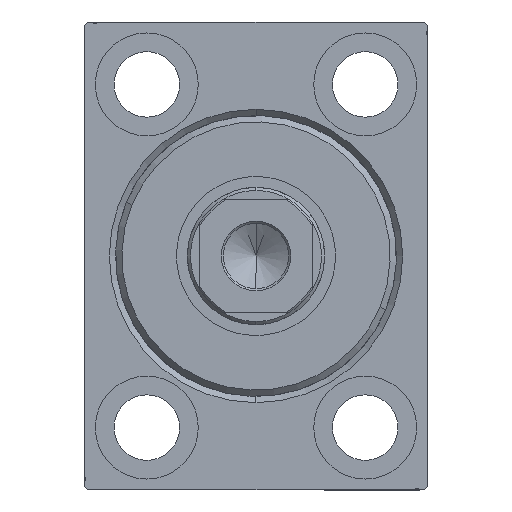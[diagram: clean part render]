
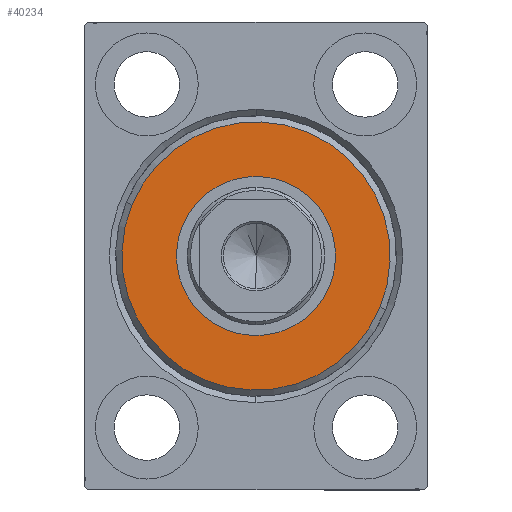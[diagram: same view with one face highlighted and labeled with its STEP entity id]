
A CAD part, left-side view. The second image highlights one B-rep face of the part: STEP entity #40234.
In plain terms, the highlighted face is planar.
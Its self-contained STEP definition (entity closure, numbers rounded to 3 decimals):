
#886 = ORIENTED_EDGE ( 'NONE', *, *, #24019, .T. ) ;
#4033 = DIRECTION ( 'NONE',  ( 1., 0., 0. ) ) ;
#4248 = VERTEX_POINT ( 'NONE', #29331 ) ;
#5118 = DIRECTION ( 'NONE',  ( -1., 0., 0. ) ) ;
#5439 = FACE_BOUND ( 'NONE', #13205, .T. ) ;
#6915 = CARTESIAN_POINT ( 'NONE',  ( 3., 0., 0. ) ) ;
#7039 = AXIS2_PLACEMENT_3D ( 'NONE', #13617, #7859, #37840 ) ;
#7859 = DIRECTION ( 'NONE',  ( -1., 0., 0. ) ) ;
#8234 = AXIS2_PLACEMENT_3D ( 'NONE', #6915, #4033, #17506 ) ;
#8943 = CIRCLE ( 'NONE', #37116, 21.5 ) ;
#10666 = CIRCLE ( 'NONE', #7039, 12.75 ) ;
#11642 = CARTESIAN_POINT ( 'NONE',  ( 3., 0., 0. ) ) ;
#12266 = VERTEX_POINT ( 'NONE', #28871 ) ;
#13205 = EDGE_LOOP ( 'NONE', ( #32014, #30841 ) ) ;
#13256 = CARTESIAN_POINT ( 'NONE',  ( 3., 0., -12.75 ) ) ;
#13380 = AXIS2_PLACEMENT_3D ( 'NONE', #21020, #5118, #35103 ) ;
#13617 = CARTESIAN_POINT ( 'NONE',  ( 3., 0., 0. ) ) ;
#16261 = AXIS2_PLACEMENT_3D ( 'NONE', #11642, #18910, #24881 ) ;
#17506 = DIRECTION ( 'NONE',  ( 0., 0., -1. ) ) ;
#17628 = DIRECTION ( 'NONE',  ( 0., 0., -1. ) ) ;
#18910 = DIRECTION ( 'NONE',  ( 1., 0., 0. ) ) ;
#19642 = VERTEX_POINT ( 'NONE', #13256 ) ;
#21020 = CARTESIAN_POINT ( 'NONE',  ( 3., 0., 0. ) ) ;
#24019 = EDGE_CURVE ( 'NONE', #12266, #4248, #42712, .T. ) ;
#24672 = CARTESIAN_POINT ( 'NONE',  ( 3., 0., 0. ) ) ;
#24881 = DIRECTION ( 'NONE',  ( 0., 0., -1. ) ) ;
#25097 = DIRECTION ( 'NONE',  ( 1., 0., 0. ) ) ;
#28191 = FACE_OUTER_BOUND ( 'NONE', #37374, .T. ) ;
#28871 = CARTESIAN_POINT ( 'NONE',  ( 3., 0., -21.5 ) ) ;
#29331 = CARTESIAN_POINT ( 'NONE',  ( 3., 0., 21.5 ) ) ;
#29662 = EDGE_CURVE ( 'NONE', #4248, #12266, #8943, .T. ) ;
#30841 = ORIENTED_EDGE ( 'NONE', *, *, #35473, .T. ) ;
#31562 = ORIENTED_EDGE ( 'NONE', *, *, #29662, .T. ) ;
#32014 = ORIENTED_EDGE ( 'NONE', *, *, #41263, .T. ) ;
#32335 = PLANE ( 'NONE',  #16261 ) ;
#35103 = DIRECTION ( 'NONE',  ( 0., 0., -1. ) ) ;
#35473 = EDGE_CURVE ( 'NONE', #19642, #39742, #42899, .T. ) ;
#37116 = AXIS2_PLACEMENT_3D ( 'NONE', #24672, #25097, #17628 ) ;
#37374 = EDGE_LOOP ( 'NONE', ( #31562, #886 ) ) ;
#37840 = DIRECTION ( 'NONE',  ( 0., 0., -1. ) ) ;
#39742 = VERTEX_POINT ( 'NONE', #42437 ) ;
#40234 = ADVANCED_FACE ( 'NONE', ( #28191, #5439 ), #32335, .T. ) ;
#41263 = EDGE_CURVE ( 'NONE', #39742, #19642, #10666, .T. ) ;
#42437 = CARTESIAN_POINT ( 'NONE',  ( 3., 0., 12.75 ) ) ;
#42712 = CIRCLE ( 'NONE', #8234, 21.5 ) ;
#42899 = CIRCLE ( 'NONE', #13380, 12.75 ) ;
